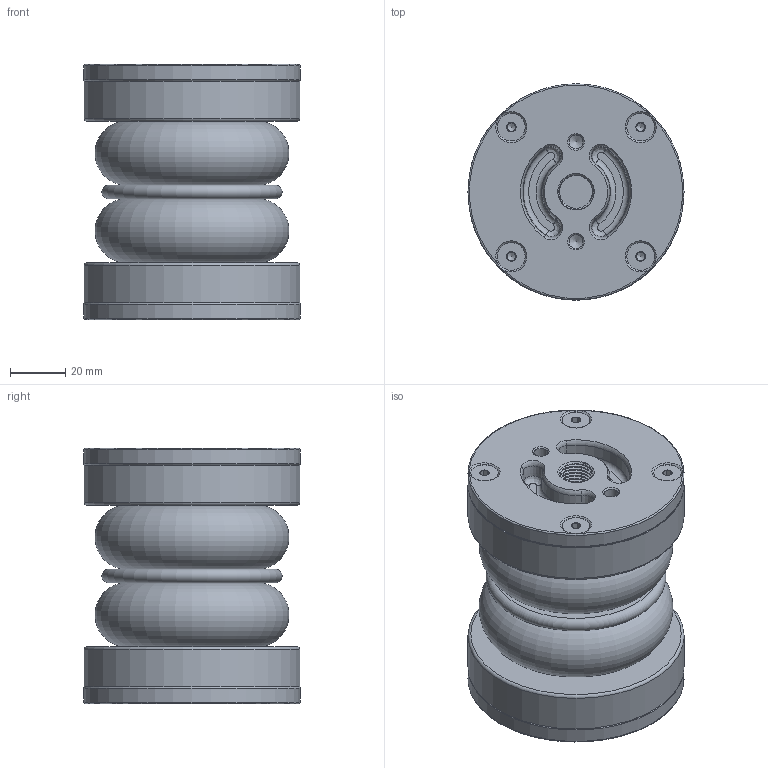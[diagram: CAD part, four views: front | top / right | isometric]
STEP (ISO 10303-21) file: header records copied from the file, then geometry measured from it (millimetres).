
FILE_DESCRIPTION(/* description */ (''),/* implementation_level */ '2;1');
FILE_NAME(/* name */ '6W-2_75x2-01.stp',/* time_stamp */ '2021-06-02T11:21:37+02:00',/* author */ (''),/* organization */ (''),/* preprocessor_version */ 'ST-DEVELOPER v18.1',/* originating_system */ 'SIEMENS PLM Software NX 1965',/* authorisation */ '');
FILE_SCHEMA (('AP203_CONFIGURATION_CONTROLLED_3D_DESIGN_OF_MECHANICAL_PARTS_AND_ASSEMBLIES_MIM_LF { 1 0 10303 403 2 1 2}'));
Length unit declared in the file: millimetre
Products named in the file (1): hoff050C04D82cy7
Bounding box: 78 x 78 x 92.05 mm (x, y, z)
Volume: 234946.3 mm3; surface area: 102237.1 mm2
Topology: 14 solids, 14 shells, 411 faces, 866 edges, 490 vertices
Faces by surface type: plane 139, cone 132, torus 66, cylinder 52, bspline 22
Full cylindrical faces by diameter (mm): 4.2 x8, 4.826 x8, 5 x4, 5.5 x8, 10 x8, 42 x4, 56 x2, 57.5 x2, 58 x2, 78 x4
Entity records: 11959 total; most frequent: CARTESIAN_POINT 4070, DIRECTION 1716, ORIENTED_EDGE 1264, AXIS2_PLACEMENT_3D 778, EDGE_CURVE 632, EDGE_LOOP 612, VERTEX_POINT 444, FACE_BOUND 420
